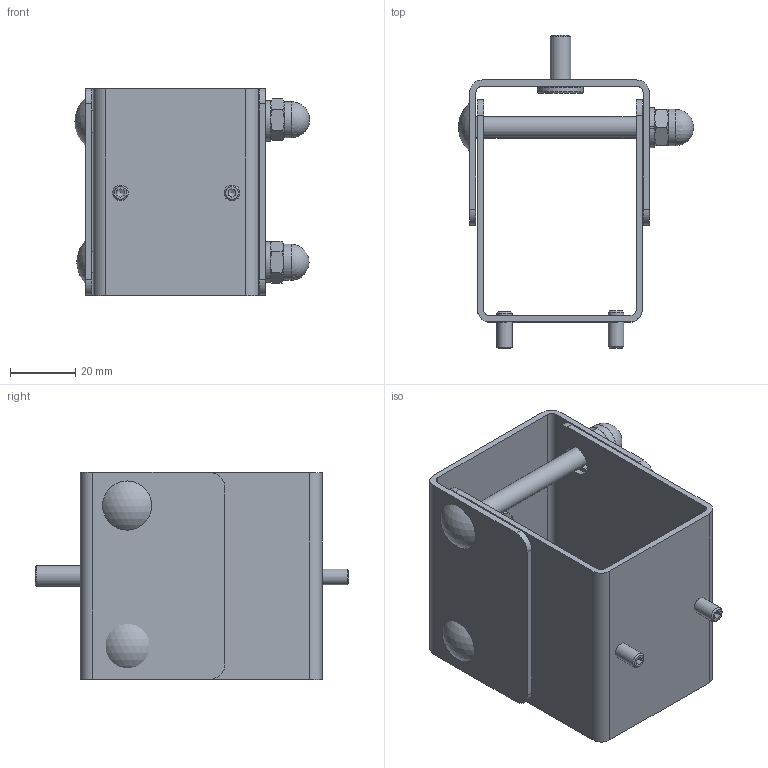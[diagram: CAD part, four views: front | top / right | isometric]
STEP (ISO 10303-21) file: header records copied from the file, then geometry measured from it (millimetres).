
FILE_DESCRIPTION(/* description */ (''),/* implementation_level */ '2;1');
FILE_NAME(/* name */ 'HD-S-(C)-(V).stp',/* time_stamp */ '2024-02-06T11:42:32-05:00',/* author */ ('DanielTentori'),/* organization */ (''),/* preprocessor_version */ 'ST-DEVELOPER v20',/* originating_system */ 'Autodesk Inventor 2024',/* authorisation */ '');
FILE_SCHEMA (('AUTOMOTIVE_DESIGN { 1 0 10303 214 3 1 1 }'));
Length unit declared in the file: inch
Products named in the file (8): HD-S-(C)-(V); MB-H-SHT-(C)-(V); MB-H-DHB-(C)-(V); MB-H-CB; MB-SLW; MB-AN; MB-H-SS; MB-H-SS-10-32-3-8
Assembly tree (11 placements, depth 2):
  HD-S-(C)-(V)
    MB-H-SHT-(C)-(V)
    MB-H-DHB-(C)-(V)
    MB-H-CB  x2
    MB-SLW  x2
    MB-AN  x2
    MB-H-SS
    MB-H-SS-10-32-3-8  x2
Bounding box: 72.21 x 96.35 x 63.58 mm (x, y, z)
Volume: 45422.1 mm3; surface area: 47838.3 mm2
Topology: 11 solids, 11 shells, 175 faces, 419 edges, 269 vertices
Faces by surface type: plane 91, cylinder 39, cone 37, sphere 6, torus 2
Full cylindrical faces by diameter (mm): 3.962 x2, 4.826 x2, 4.978 x2, 6.35 x3, 6.756 x1, 9.525 x4, 11.125 x2, 14.097 x1, 15.088 x2
Entity records: 3964 total; most frequent: CARTESIAN_POINT 686, DIRECTION 633, ORIENTED_EDGE 586, EDGE_CURVE 293, AXIS2_PLACEMENT_3D 231, VERTEX_POINT 191, LINE 171, VECTOR 171
